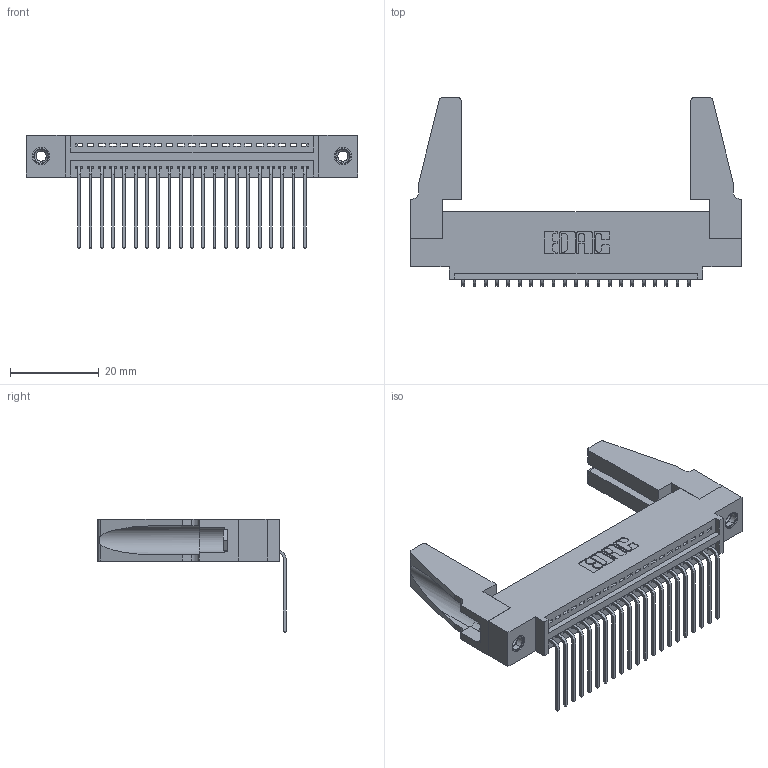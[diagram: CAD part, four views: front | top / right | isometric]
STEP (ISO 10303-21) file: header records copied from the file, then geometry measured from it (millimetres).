
FILE_DESCRIPTION (( 'STEP AP203' ), '1' );
FILE_NAME ('345-021-559-488.STEP', '2019-10-04T23:14:41', ( '' ), ( '' ), 'SwSTEP 2.0', 'SolidWorks 2016', '' );
FILE_SCHEMA (( 'CONFIG_CONTROL_DESIGN' ));
Length unit declared in the file: inch
Products named in the file (5): 345-021-559-488; 345-250-001_345-250-001-102; 345-220-078_345-220-088; 345-292-001_558 559 Tail - 1; 345 Part_0.110 Offset - 0.156 Dia-TH
Assembly tree (26 placements, depth 2):
  345-021-559-488
    345 Part_0.110 Offset - 0.156 Dia-TH
    345-292-001_558 559 Tail - 1  x21
    345-250-001_345-250-001-102  x2
    345-220-078_345-220-088  x2
Bounding box: 74.57 x 42.41 x 25.53 mm (x, y, z)
Volume: 10160.2 mm3; surface area: 12516.6 mm2
Topology: 26 solids, 26 shells, 1514 faces, 4489 edges, 2954 vertices
Faces by surface type: plane 1038, cylinder 460, cone 12, torus 4
Entity records: 20996 total; most frequent: CARTESIAN_POINT 3629, ORIENTED_EDGE 3544, DIRECTION 3206, EDGE_CURVE 1772, LINE 1514, VECTOR 1514, VERTEX_POINT 1174, AXIS2_PLACEMENT_3D 846
